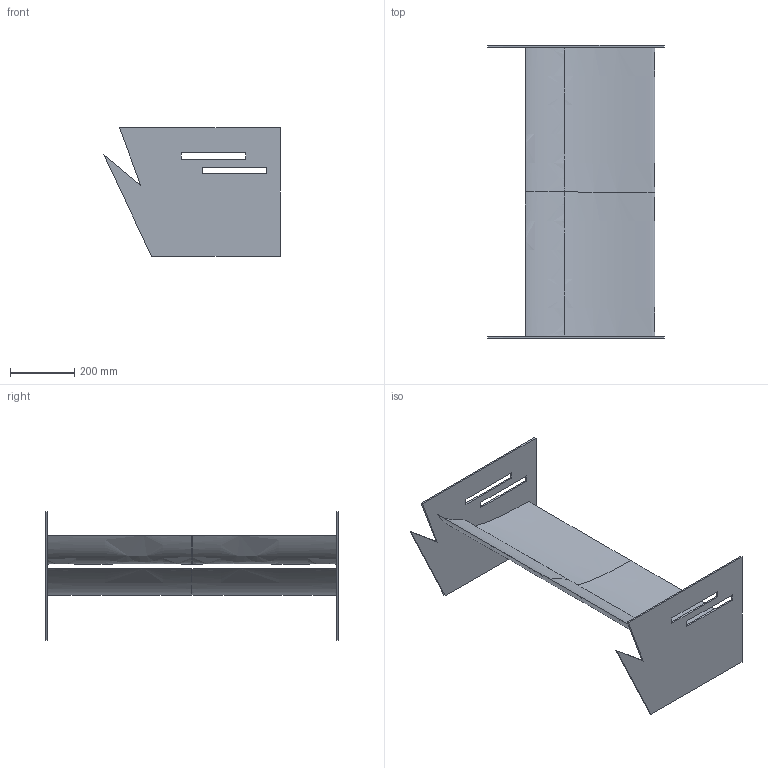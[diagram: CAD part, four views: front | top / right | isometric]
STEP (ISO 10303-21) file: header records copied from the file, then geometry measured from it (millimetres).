
FILE_DESCRIPTION(('CATIA V5 STEP Exchange'),'2;1');
FILE_NAME('Rear Wing.stp','2019-12-12T07:30:47+00:00',('none'),('none'),'CATIA Version 5 Release 17 (IN-10)','CATIA V5 STEP AP203','none');
FILE_SCHEMA(('CONFIG_CONTROL_DESIGN'));
Length unit declared in the file: millimetre
Products named in the file (5): Rear Wing; R_Main_As; R_Sub_As; Symmetry of R_Sub_As; Symmetry of R_Main_As
Assembly tree (10 placements, depth 3):
  Rear Wing
    #56
    R_Main_As
      #575
    R_Sub_As
      #2629
    #4677
    Symmetry of R_Sub_As
      #5196
    Symmetry of R_Main_As
      #7250
Bounding box: 549.2 x 910 x 400 mm (x, y, z)
Volume: 10281876.3 mm3; surface area: 1629076.7 mm2
Topology: 6 solids, 6 shells, 52 faces, 112 edges, 72 vertices
Faces by surface type: plane 44, bspline 8
Entity records: 9269 total; most frequent: CARTESIAN_POINT 7972, ORIENTED_EDGE 224, DIRECTION 212, EDGE_CURVE 112, VECTOR 84, LINE 84, VERTEX_POINT 72, AXIS2_PLACEMENT_3D 64
